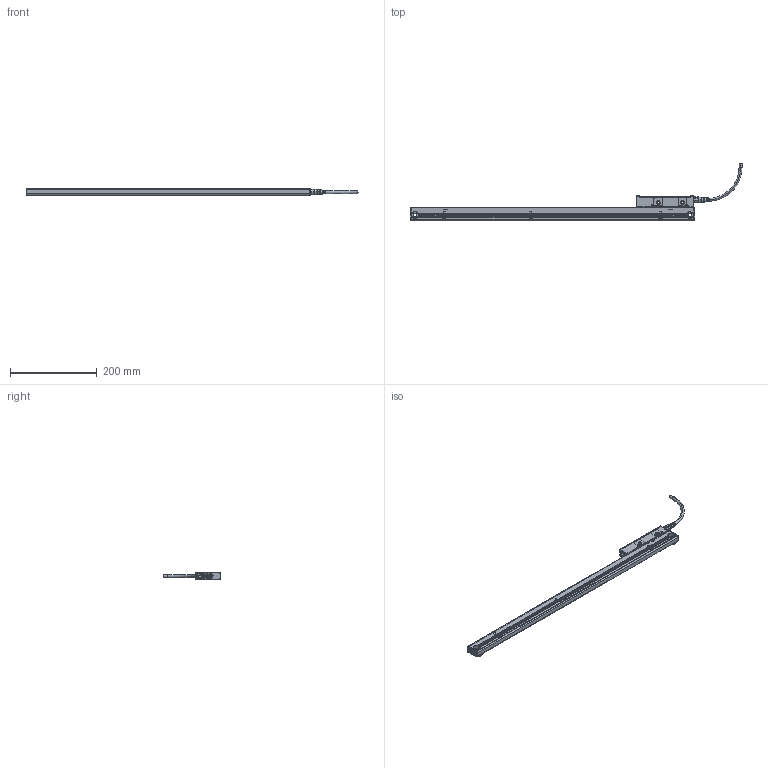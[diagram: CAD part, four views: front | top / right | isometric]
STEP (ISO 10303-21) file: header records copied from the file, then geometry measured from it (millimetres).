
FILE_DESCRIPTION(('CATIA V5 STEP'),'2;1');
FILE_NAME('SR27A-052-L.stp','2014-09-26T07:44:54+00:00',('none'),('none'),'CATIA Version 5 Release 19 SP 6 (IN-10)','CATIA V5 STEP AP214','none');
FILE_SCHEMA(('AUTOMOTIVE_DESIGN { 1 0 10303 214 1 1 1 1 }'));
Length unit declared in the file: millimetre
Products named in the file (1): SR27A-052-L
Bounding box: 766.9 x 133.65 x 17.85 mm (x, y, z)
Volume: 496.2 mm3; surface area: 105783 mm2
Topology: 43 solids, 45 shells, 2337 faces, 6168 edges, 3915 vertices
Faces by surface type: plane 1136, cylinder 881, cone 114, torus 108, bspline 72, sphere 26
Entity records: 71326 total; most frequent: CARTESIAN_POINT 18737, ORIENTED_EDGE 12252, DIRECTION 8364, EDGE_CURVE 6122, VERTEX_POINT 3915, VECTOR 3535, LINE 3535, AXIS2_PLACEMENT_3D 3415
